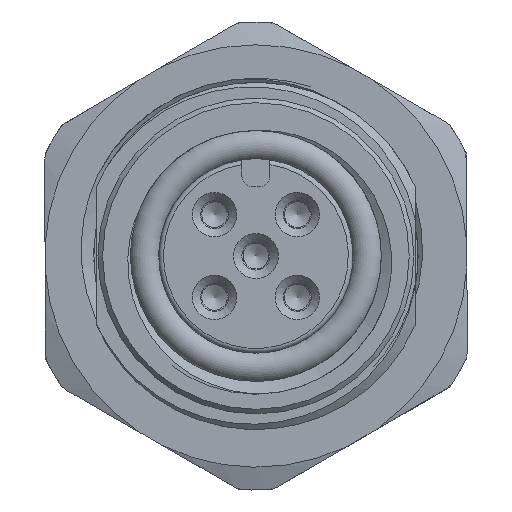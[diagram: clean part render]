
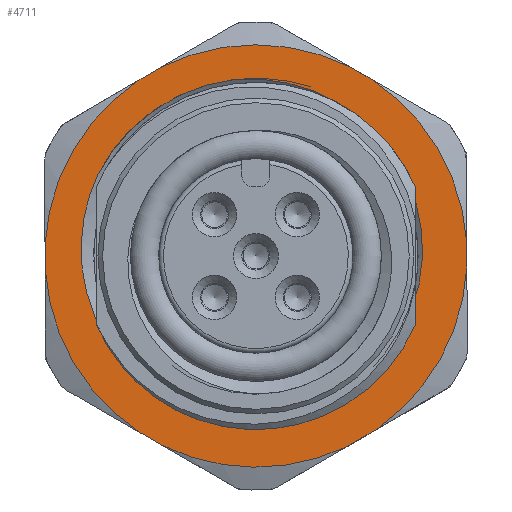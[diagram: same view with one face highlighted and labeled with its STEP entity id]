
A CAD part, front view. The second image highlights one B-rep face of the part: STEP entity #4711.
In plain terms, the highlighted face is planar.
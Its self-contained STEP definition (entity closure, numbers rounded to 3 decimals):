
#355=B_SPLINE_CURVE_WITH_KNOTS('',3,(#28456,#28457,#28458,#28459,#28460,
#28461,#28462),.UNSPECIFIED.,.F.,.F.,(4,1,1,1,4),(0.,0.004,
0.009,0.013,0.017),
 .UNSPECIFIED.);
#356=B_SPLINE_CURVE_WITH_KNOTS('',3,(#28466,#28467,#28468,#28469,#28470,
#28471,#28472),.UNSPECIFIED.,.F.,.F.,(4,1,1,1,4),(0.,
0.004,0.009,0.013,0.017),
 .UNSPECIFIED.);
#465=PLANE('',#5176);
#644=CIRCLE('',#5177,7.6);
#645=CIRCLE('',#5178,6.93);
#646=CIRCLE('',#5179,9.024);
#647=CIRCLE('',#5180,9.024);
#648=CIRCLE('',#5181,9.024);
#649=CIRCLE('',#5182,9.024);
#650=CIRCLE('',#5183,9.024);
#651=CIRCLE('',#5184,9.024);
#1562=ORIENTED_EDGE('',*,*,#2482,.T.);
#1563=ORIENTED_EDGE('',*,*,#2483,.T.);
#1564=ORIENTED_EDGE('',*,*,#2484,.T.);
#1565=ORIENTED_EDGE('',*,*,#2485,.T.);
#1566=ORIENTED_EDGE('',*,*,#2486,.F.);
#1567=ORIENTED_EDGE('',*,*,#2487,.T.);
#1568=ORIENTED_EDGE('',*,*,#2488,.F.);
#1569=ORIENTED_EDGE('',*,*,#2489,.T.);
#1570=ORIENTED_EDGE('',*,*,#2490,.F.);
#1571=ORIENTED_EDGE('',*,*,#2491,.T.);
#1572=ORIENTED_EDGE('',*,*,#2492,.F.);
#1573=ORIENTED_EDGE('',*,*,#2493,.T.);
#1574=ORIENTED_EDGE('',*,*,#2494,.F.);
#1575=ORIENTED_EDGE('',*,*,#2495,.T.);
#1576=ORIENTED_EDGE('',*,*,#2496,.F.);
#1577=ORIENTED_EDGE('',*,*,#2497,.T.);
#2482=EDGE_CURVE('',#3028,#3029,#644,.T.);
#2483=EDGE_CURVE('',#3029,#3030,#355,.T.);
#2484=EDGE_CURVE('',#3030,#3031,#645,.F.);
#2485=EDGE_CURVE('',#3031,#3028,#356,.T.);
#2486=EDGE_CURVE('',#3032,#3033,#646,.F.);
#2487=EDGE_CURVE('',#3032,#3034,#3325,.T.);
#2488=EDGE_CURVE('',#3035,#3034,#647,.F.);
#2489=EDGE_CURVE('',#3035,#3036,#3326,.T.);
#2490=EDGE_CURVE('',#3037,#3036,#648,.F.);
#2491=EDGE_CURVE('',#3037,#3038,#3327,.T.);
#2492=EDGE_CURVE('',#3039,#3038,#649,.F.);
#2493=EDGE_CURVE('',#3039,#3040,#3328,.T.);
#2494=EDGE_CURVE('',#3041,#3040,#650,.F.);
#2495=EDGE_CURVE('',#3041,#3042,#3329,.T.);
#2496=EDGE_CURVE('',#3043,#3042,#651,.F.);
#2497=EDGE_CURVE('',#3043,#3033,#3330,.T.);
#3028=VERTEX_POINT('',#28454);
#3029=VERTEX_POINT('',#28455);
#3030=VERTEX_POINT('',#28463);
#3031=VERTEX_POINT('',#28465);
#3032=VERTEX_POINT('',#28474);
#3033=VERTEX_POINT('',#28475);
#3034=VERTEX_POINT('',#28477);
#3035=VERTEX_POINT('',#28479);
#3036=VERTEX_POINT('',#28481);
#3037=VERTEX_POINT('',#28483);
#3038=VERTEX_POINT('',#28485);
#3039=VERTEX_POINT('',#28487);
#3040=VERTEX_POINT('',#28489);
#3041=VERTEX_POINT('',#28491);
#3042=VERTEX_POINT('',#28493);
#3043=VERTEX_POINT('',#28495);
#3325=LINE('',#28476,#3549);
#3326=LINE('',#28480,#3550);
#3327=LINE('',#28484,#3551);
#3328=LINE('',#28488,#3552);
#3329=LINE('',#28492,#3553);
#3330=LINE('',#28496,#3554);
#3549=VECTOR('',#6054,1000.);
#3550=VECTOR('',#6057,1000.);
#3551=VECTOR('',#6060,1000.);
#3552=VECTOR('',#6063,1000.);
#3553=VECTOR('',#6066,1000.);
#3554=VECTOR('',#6069,1000.);
#3888=EDGE_LOOP('',(#1562,#1563,#1564,#1565));
#3889=EDGE_LOOP('',(#1566,#1567,#1568,#1569,#1570,#1571,#1572,#1573,#1574,
#1575,#1576,#1577));
#4289=FACE_BOUND('',#3888,.T.);
#4290=FACE_BOUND('',#3889,.T.);
#4711=ADVANCED_FACE('',(#4289,#4290),#465,.T.);
#5176=AXIS2_PLACEMENT_3D('',#28452,#6046,#6047);
#5177=AXIS2_PLACEMENT_3D('',#28453,#6048,#6049);
#5178=AXIS2_PLACEMENT_3D('',#28464,#6050,#6051);
#5179=AXIS2_PLACEMENT_3D('',#28473,#6052,#6053);
#5180=AXIS2_PLACEMENT_3D('',#28478,#6055,#6056);
#5181=AXIS2_PLACEMENT_3D('',#28482,#6058,#6059);
#5182=AXIS2_PLACEMENT_3D('',#28486,#6061,#6062);
#5183=AXIS2_PLACEMENT_3D('',#28490,#6064,#6065);
#5184=AXIS2_PLACEMENT_3D('',#28494,#6067,#6068);
#6046=DIRECTION('',(1.,0.,0.));
#6047=DIRECTION('',(0.,0.,-1.));
#6048=DIRECTION('',(-1.,0.,0.));
#6049=DIRECTION('',(0.,1.,0.));
#6050=DIRECTION('',(1.,0.,0.));
#6051=DIRECTION('',(0.,0.,-1.));
#6052=DIRECTION('',(1.,0.,0.));
#6053=DIRECTION('',(0.,0.,-1.));
#6054=DIRECTION('',(0.,1.,0.));
#6055=DIRECTION('',(1.,0.,0.));
#6056=DIRECTION('',(0.,0.,-1.));
#6057=DIRECTION('',(0.,0.497,0.868));
#6058=DIRECTION('',(1.,0.,0.));
#6059=DIRECTION('',(0.,0.,-1.));
#6060=DIRECTION('',(0.,-0.497,0.868));
#6061=DIRECTION('',(1.,0.,0.));
#6062=DIRECTION('',(0.,0.,-1.));
#6063=DIRECTION('',(0.,-1.,0.));
#6064=DIRECTION('',(1.,0.,0.));
#6065=DIRECTION('',(0.,0.,-1.));
#6066=DIRECTION('',(0.,-0.498,-0.867));
#6067=DIRECTION('',(1.,0.,0.));
#6068=DIRECTION('',(0.,0.,-1.));
#6069=DIRECTION('',(0.,0.498,-0.867));
#28452=CARTESIAN_POINT('',(1.5,0.,0.));
#28453=CARTESIAN_POINT('',(1.5,0.,0.));
#28454=CARTESIAN_POINT('',(1.5,-4.081,6.411));
#28455=CARTESIAN_POINT('',(1.5,3.02,6.974));
#28456=CARTESIAN_POINT('',(1.5,3.02,6.974));
#28457=CARTESIAN_POINT('',(1.5,4.318,6.354));
#28458=CARTESIAN_POINT('',(1.5,6.523,4.378));
#28459=CARTESIAN_POINT('',(1.5,7.706,0.079));
#28460=CARTESIAN_POINT('',(1.5,6.285,-4.171));
#28461=CARTESIAN_POINT('',(1.5,3.917,-5.964));
#28462=CARTESIAN_POINT('',(1.5,2.558,-6.441));
#28463=CARTESIAN_POINT('',(1.5,2.558,-6.441));
#28464=CARTESIAN_POINT('',(1.5,0.,0.));
#28465=CARTESIAN_POINT('',(1.5,-1.511,-6.763));
#28466=CARTESIAN_POINT('',(1.5,-1.511,-6.763));
#28467=CARTESIAN_POINT('',(1.5,-2.927,-6.508));
#28468=CARTESIAN_POINT('',(1.5,-5.554,-5.103));
#28469=CARTESIAN_POINT('',(1.5,-7.621,-1.142));
#28470=CARTESIAN_POINT('',(1.5,-7.131,3.298));
#28471=CARTESIAN_POINT('',(1.5,-5.265,5.594));
#28472=CARTESIAN_POINT('',(1.5,-4.081,6.411));
#28473=CARTESIAN_POINT('',(1.5,0.,0.));
#28474=CARTESIAN_POINT('',(1.5,-0.764,-8.992));
#28475=CARTESIAN_POINT('',(1.5,-7.542,-4.955));
#28476=CARTESIAN_POINT('',(1.5,-4.376,-8.992));
#28477=CARTESIAN_POINT('',(1.5,0.764,-8.992));
#28478=CARTESIAN_POINT('',(1.5,0.,0.));
#28479=CARTESIAN_POINT('',(1.5,7.551,-4.941));
#28480=CARTESIAN_POINT('',(1.5,5.661,-8.243));
#28481=CARTESIAN_POINT('',(1.5,8.085,-4.008));
#28482=CARTESIAN_POINT('',(1.5,0.,0.));
#28483=CARTESIAN_POINT('',(1.5,8.085,4.008));
#28484=CARTESIAN_POINT('',(1.5,9.975,0.706));
#28485=CARTESIAN_POINT('',(1.5,7.551,4.941));
#28486=CARTESIAN_POINT('',(1.5,0.,0.));
#28487=CARTESIAN_POINT('',(1.5,0.537,9.008));
#28488=CARTESIAN_POINT('',(1.5,4.342,9.008));
#28489=CARTESIAN_POINT('',(1.5,-0.537,9.008));
#28490=CARTESIAN_POINT('',(1.5,0.,0.));
#28491=CARTESIAN_POINT('',(1.5,-7.542,4.955));
#28492=CARTESIAN_POINT('',(1.5,-5.646,8.254));
#28493=CARTESIAN_POINT('',(1.5,-8.078,4.024));
#28494=CARTESIAN_POINT('',(1.5,0.,0.));
#28495=CARTESIAN_POINT('',(1.5,-8.078,-4.024));
#28496=CARTESIAN_POINT('',(1.5,-9.974,-0.725));
